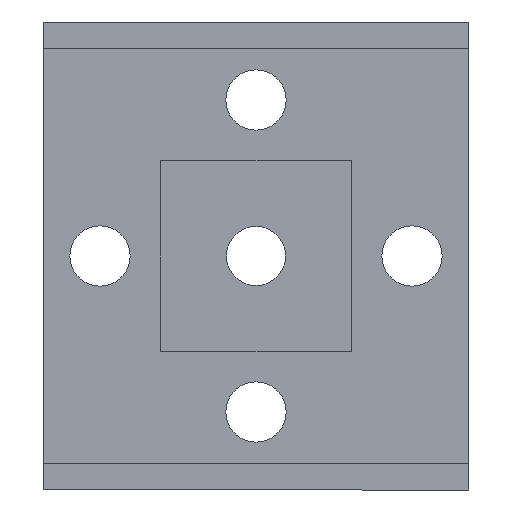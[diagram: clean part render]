
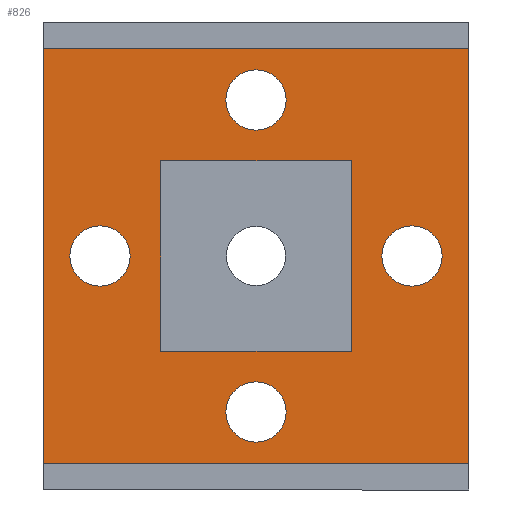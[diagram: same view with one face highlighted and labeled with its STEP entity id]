
A CAD part, front view. The second image highlights one B-rep face of the part: STEP entity #826.
In plain terms, the highlighted planar face has unit normal (0, -1, 0).
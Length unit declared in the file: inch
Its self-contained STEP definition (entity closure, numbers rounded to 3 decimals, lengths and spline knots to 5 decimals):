
#37 = AXIS2_PLACEMENT_3D ( 'NONE', #246, #252, #253 ) ;
#74 = AXIS2_PLACEMENT_3D ( 'NONE', #1161, #1182, #1169 ) ;
#140 = AXIS2_PLACEMENT_3D ( 'NONE', #238, #241, #242 ) ;
#149 = FACE_BOUND ( 'NONE', #1662, .T. ) ;
#196 = DIRECTION ( 'NONE',  ( 0., 1., 0. ) ) ;
#197 = DIRECTION ( 'NONE',  ( 0., 0., 1. ) ) ;
#202 = CARTESIAN_POINT ( 'NONE',  ( 0.6875, 0., 0. ) ) ;
#207 = DIRECTION ( 'NONE',  ( 0., 1., 0. ) ) ;
#208 = DIRECTION ( 'NONE',  ( 0., 0., 1. ) ) ;
#238 = CARTESIAN_POINT ( 'NONE',  ( 0., 0., -0.6875 ) ) ;
#241 = DIRECTION ( 'NONE',  ( 0., 1., 0. ) ) ;
#242 = DIRECTION ( 'NONE',  ( 0., 0., 1. ) ) ;
#246 = CARTESIAN_POINT ( 'NONE',  ( -0.6875, 0., 0. ) ) ;
#252 = DIRECTION ( 'NONE',  ( 0., 1., 0. ) ) ;
#253 = DIRECTION ( 'NONE',  ( 0., 0., 1. ) ) ;
#278 = CARTESIAN_POINT ( 'NONE',  ( 0., 0., 0.6875 ) ) ;
#280 = DIRECTION ( 'NONE',  ( 0., 1., 0. ) ) ;
#281 = DIRECTION ( 'NONE',  ( 0., 0., 1. ) ) ;
#296 = CARTESIAN_POINT ( 'NONE',  ( 0.4205, 0., 0.4205 ) ) ;
#297 = CARTESIAN_POINT ( 'NONE',  ( -0.4205, 0., -0.4205 ) ) ;
#301 = CARTESIAN_POINT ( 'NONE',  ( 0.9375, 0., -0.91625 ) ) ;
#302 = CARTESIAN_POINT ( 'NONE',  ( -0.9375, 0., 0.91625 ) ) ;
#306 = CARTESIAN_POINT ( 'NONE',  ( 0.4205, 0., -0.4205 ) ) ;
#307 = CARTESIAN_POINT ( 'NONE',  ( 0.6875, 0., -0.133 ) ) ;
#309 = CARTESIAN_POINT ( 'NONE',  ( -0.4205, 0., 0.4205 ) ) ;
#310 = CARTESIAN_POINT ( 'NONE',  ( 0., 0., 0.5545 ) ) ;
#311 = CARTESIAN_POINT ( 'NONE',  ( 0.9375, 0., 0.91625 ) ) ;
#315 = CARTESIAN_POINT ( 'NONE',  ( 0., 0., 0.8205 ) ) ;
#320 = CARTESIAN_POINT ( 'NONE',  ( 0.6875, 0., 0.133 ) ) ;
#324 = CARTESIAN_POINT ( 'NONE',  ( -0.6875, 0., -0.133 ) ) ;
#329 = CARTESIAN_POINT ( 'NONE',  ( -0.9375, 0., -0.91625 ) ) ;
#355 = CARTESIAN_POINT ( 'NONE',  ( 0., 0., -0.8205 ) ) ;
#357 = CARTESIAN_POINT ( 'NONE',  ( 0., 0., -0.5545 ) ) ;
#360 = CARTESIAN_POINT ( 'NONE',  ( -0.6875, 0., 0.133 ) ) ;
#387 = CARTESIAN_POINT ( 'NONE',  ( 0., 0., -0.6875 ) ) ;
#388 = CARTESIAN_POINT ( 'NONE',  ( 0.4205, 0., 0.4205 ) ) ;
#389 = DIRECTION ( 'NONE',  ( 0., 0., 1. ) ) ;
#390 = CARTESIAN_POINT ( 'NONE',  ( -0.4205, 0., 0.4205 ) ) ;
#391 = DIRECTION ( 'NONE',  ( -1., 0., 0. ) ) ;
#392 = DIRECTION ( 'NONE',  ( 0., 1., 0. ) ) ;
#393 = DIRECTION ( 'NONE',  ( 0., 0., 1. ) ) ;
#394 = CARTESIAN_POINT ( 'NONE',  ( -0.9375, 0., 0.91625 ) ) ;
#395 = DIRECTION ( 'NONE',  ( 1., 0., 0. ) ) ;
#398 = CARTESIAN_POINT ( 'NONE',  ( 0.9375, 0., -1.03125 ) ) ;
#399 = DIRECTION ( 'NONE',  ( 0., 0., -1. ) ) ;
#400 = CARTESIAN_POINT ( 'NONE',  ( -0.4205, 0., 0.4205 ) ) ;
#401 = DIRECTION ( 'NONE',  ( 0., 0., -1. ) ) ;
#402 = CARTESIAN_POINT ( 'NONE',  ( -0.4205, 0., -0.4205 ) ) ;
#403 = DIRECTION ( 'NONE',  ( 1., 0., 0. ) ) ;
#408 = CARTESIAN_POINT ( 'NONE',  ( 0.6875, 0., 0. ) ) ;
#409 = CARTESIAN_POINT ( 'NONE',  ( -0.9375, 0., -0.91625 ) ) ;
#410 = DIRECTION ( 'NONE',  ( 1., 0., 0. ) ) ;
#415 = CARTESIAN_POINT ( 'NONE',  ( -0.9375, 0., -1.03125 ) ) ;
#416 = DIRECTION ( 'NONE',  ( 0., 0., 1. ) ) ;
#417 = DIRECTION ( 'NONE',  ( 0., 1., 0. ) ) ;
#418 = DIRECTION ( 'NONE',  ( 0., 0., 1. ) ) ;
#460 = CARTESIAN_POINT ( 'NONE',  ( 0., 0., 0.6875 ) ) ;
#461 = DIRECTION ( 'NONE',  ( 0., 1., 0. ) ) ;
#462 = DIRECTION ( 'NONE',  ( 0., 0., 1. ) ) ;
#508 = FACE_BOUND ( 'NONE', #1646, .T. ) ;
#530 = AXIS2_PLACEMENT_3D ( 'NONE', #202, #207, #208 ) ;
#532 = AXIS2_PLACEMENT_3D ( 'NONE', #460, #461, #462 ) ;
#550 = CARTESIAN_POINT ( 'NONE',  ( -0.6875, 0., 0. ) ) ;
#631 = FACE_BOUND ( 'NONE', #1664, .T. ) ;
#633 = FACE_OUTER_BOUND ( 'NONE', #1647, .T. ) ;
#634 = AXIS2_PLACEMENT_3D ( 'NONE', #387, #392, #393 ) ;
#636 = AXIS2_PLACEMENT_3D ( 'NONE', #408, #417, #418 ) ;
#649 = ORIENTED_EDGE ( 'NONE', *, *, #1312, .T. ) ;
#652 = ORIENTED_EDGE ( 'NONE', *, *, #1743, .F. ) ;
#653 = ORIENTED_EDGE ( 'NONE', *, *, #1740, .T. ) ;
#664 = ORIENTED_EDGE ( 'NONE', *, *, #1745, .F. ) ;
#685 = ORIENTED_EDGE ( 'NONE', *, *, #1361, .T. ) ;
#691 = ORIENTED_EDGE ( 'NONE', *, *, #1772, .T. ) ;
#692 = ORIENTED_EDGE ( 'NONE', *, *, #1346, .T. ) ;
#694 = ORIENTED_EDGE ( 'NONE', *, *, #1750, .F. ) ;
#700 = ORIENTED_EDGE ( 'NONE', *, *, #1748, .T. ) ;
#702 = ORIENTED_EDGE ( 'NONE', *, *, #1741, .F. ) ;
#717 = ORIENTED_EDGE ( 'NONE', *, *, #1739, .F. ) ;
#719 = ORIENTED_EDGE ( 'NONE', *, *, #1738, .F. ) ;
#723 = ORIENTED_EDGE ( 'NONE', *, *, #1751, .T. ) ;
#724 = ORIENTED_EDGE ( 'NONE', *, *, #1332, .T. ) ;
#727 = ORIENTED_EDGE ( 'NONE', *, *, #1744, .F. ) ;
#736 = ORIENTED_EDGE ( 'NONE', *, *, #1351, .T. ) ;
#826 = ADVANCED_FACE ( 'NONE', ( #149, #959, #631, #508, #633, #957 ), #1166, .F. ) ;
#957 = FACE_BOUND ( 'NONE', #1657, .T. ) ;
#959 = FACE_BOUND ( 'NONE', #1658, .T. ) ;
#982 = CIRCLE ( 'NONE', #1296, 0.133 ) ;
#991 = CIRCLE ( 'NONE', #530, 0.133 ) ;
#1014 = CIRCLE ( 'NONE', #140, 0.133 ) ;
#1023 = CIRCLE ( 'NONE', #37, 0.133 ) ;
#1035 = LINE ( 'NONE', #388, #1047 ) ;
#1037 = CIRCLE ( 'NONE', #1297, 0.133 ) ;
#1043 = VECTOR ( 'NONE', #416, 39.37008 ) ;
#1045 = LINE ( 'NONE', #394, #1046 ) ;
#1046 = VECTOR ( 'NONE', #395, 39.37008 ) ;
#1047 = VECTOR ( 'NONE', #389, 39.37008 ) ;
#1048 = LINE ( 'NONE', #390, #1049 ) ;
#1049 = VECTOR ( 'NONE', #391, 39.37008 ) ;
#1050 = LINE ( 'NONE', #415, #1043 ) ;
#1051 = CIRCLE ( 'NONE', #634, 0.133 ) ;
#1054 = LINE ( 'NONE', #398, #1055 ) ;
#1055 = VECTOR ( 'NONE', #399, 39.37008 ) ;
#1056 = LINE ( 'NONE', #400, #1057 ) ;
#1057 = VECTOR ( 'NONE', #401, 39.37008 ) ;
#1058 = LINE ( 'NONE', #402, #1059 ) ;
#1059 = VECTOR ( 'NONE', #403, 39.37008 ) ;
#1064 = LINE ( 'NONE', #409, #1065 ) ;
#1065 = VECTOR ( 'NONE', #410, 39.37008 ) ;
#1072 = CIRCLE ( 'NONE', #636, 0.133 ) ;
#1111 = CIRCLE ( 'NONE', #532, 0.133 ) ;
#1161 = CARTESIAN_POINT ( 'NONE',  ( -0.9375, 0., -1.03125 ) ) ;
#1166 = PLANE ( 'NONE',  #74 ) ;
#1169 = DIRECTION ( 'NONE',  ( 0., 0., 1. ) ) ;
#1182 = DIRECTION ( 'NONE',  ( 0., 1., 0. ) ) ;
#1296 = AXIS2_PLACEMENT_3D ( 'NONE', #550, #196, #197 ) ;
#1297 = AXIS2_PLACEMENT_3D ( 'NONE', #278, #280, #281 ) ;
#1312 = EDGE_CURVE ( 'NONE', #1473, #1437, #982, .T. ) ;
#1332 = EDGE_CURVE ( 'NONE', #1420, #1433, #991, .T. ) ;
#1346 = EDGE_CURVE ( 'NONE', #1468, #1470, #1014, .T. ) ;
#1351 = EDGE_CURVE ( 'NONE', #1437, #1473, #1023, .T. ) ;
#1361 = EDGE_CURVE ( 'NONE', #1423, #1428, #1037, .T. ) ;
#1408 = VERTEX_POINT ( 'NONE', #296 ) ;
#1409 = VERTEX_POINT ( 'NONE', #297 ) ;
#1414 = VERTEX_POINT ( 'NONE', #301 ) ;
#1415 = VERTEX_POINT ( 'NONE', #302 ) ;
#1419 = VERTEX_POINT ( 'NONE', #306 ) ;
#1420 = VERTEX_POINT ( 'NONE', #307 ) ;
#1422 = VERTEX_POINT ( 'NONE', #309 ) ;
#1423 = VERTEX_POINT ( 'NONE', #310 ) ;
#1424 = VERTEX_POINT ( 'NONE', #311 ) ;
#1428 = VERTEX_POINT ( 'NONE', #315 ) ;
#1433 = VERTEX_POINT ( 'NONE', #320 ) ;
#1437 = VERTEX_POINT ( 'NONE', #324 ) ;
#1442 = VERTEX_POINT ( 'NONE', #329 ) ;
#1468 = VERTEX_POINT ( 'NONE', #355 ) ;
#1470 = VERTEX_POINT ( 'NONE', #357 ) ;
#1473 = VERTEX_POINT ( 'NONE', #360 ) ;
#1646 = EDGE_LOOP ( 'NONE', ( #653, #692 ) ) ;
#1647 = EDGE_LOOP ( 'NONE', ( #694, #700, #652, #702 ) ) ;
#1657 = EDGE_LOOP ( 'NONE', ( #727, #717, #719, #664 ) ) ;
#1658 = EDGE_LOOP ( 'NONE', ( #691, #685 ) ) ;
#1662 = EDGE_LOOP ( 'NONE', ( #723, #724 ) ) ;
#1664 = EDGE_LOOP ( 'NONE', ( #649, #736 ) ) ;
#1738 = EDGE_CURVE ( 'NONE', #1419, #1408, #1035, .T. ) ;
#1739 = EDGE_CURVE ( 'NONE', #1408, #1422, #1048, .T. ) ;
#1740 = EDGE_CURVE ( 'NONE', #1470, #1468, #1051, .T. ) ;
#1741 = EDGE_CURVE ( 'NONE', #1415, #1424, #1045, .T. ) ;
#1743 = EDGE_CURVE ( 'NONE', #1424, #1414, #1054, .T. ) ;
#1744 = EDGE_CURVE ( 'NONE', #1422, #1409, #1056, .T. ) ;
#1745 = EDGE_CURVE ( 'NONE', #1409, #1419, #1058, .T. ) ;
#1748 = EDGE_CURVE ( 'NONE', #1442, #1414, #1064, .T. ) ;
#1750 = EDGE_CURVE ( 'NONE', #1442, #1415, #1050, .T. ) ;
#1751 = EDGE_CURVE ( 'NONE', #1433, #1420, #1072, .T. ) ;
#1772 = EDGE_CURVE ( 'NONE', #1428, #1423, #1111, .T. ) ;
